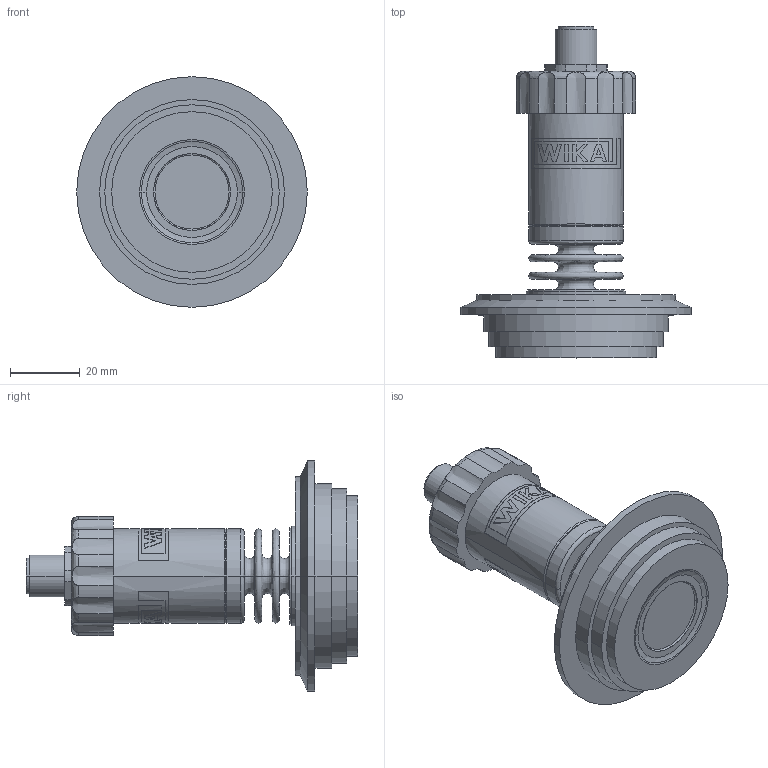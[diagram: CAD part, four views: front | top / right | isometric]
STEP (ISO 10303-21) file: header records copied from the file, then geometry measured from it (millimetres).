
FILE_DESCRIPTION((''),'2;1');
FILE_NAME('SA11_VARIVENT_SW1_M12X1','2011-07-19T',('weish'),(''),'PRO/ENGINEER BY PARAMETRIC TECHNOLOGY CORPORATION, 2009380','PRO/ENGINEER BY PARAMETRIC TECHNOLOGY CORPORATION, 2009380','');
FILE_SCHEMA(('AUTOMOTIVE_DESIGN_CC2 { 1 2 10303 214 -1 1 5 2 }'));
Length unit declared in the file: millimetre
Products named in the file (1): SA11_VARIVENT_SW1_M12X1
Bounding box: 66 x 95 x 66 mm (x, y, z)
Volume: 78813.8 mm3; surface area: 18692 mm2
Topology: 1 solids, 2 shells, 225 faces, 560 edges, 368 vertices
Faces by surface type: bspline 225
Entity records: 10948 total; most frequent: CARTESIAN_POINT 4666, ORIENTED_EDGE 1120, DIRECTION 714, EDGE_CURVE 560, VERTEX_POINT 368, EDGE_LOOP 254, AXIS2_PLACEMENT_3D 244, CIRCLE 244
